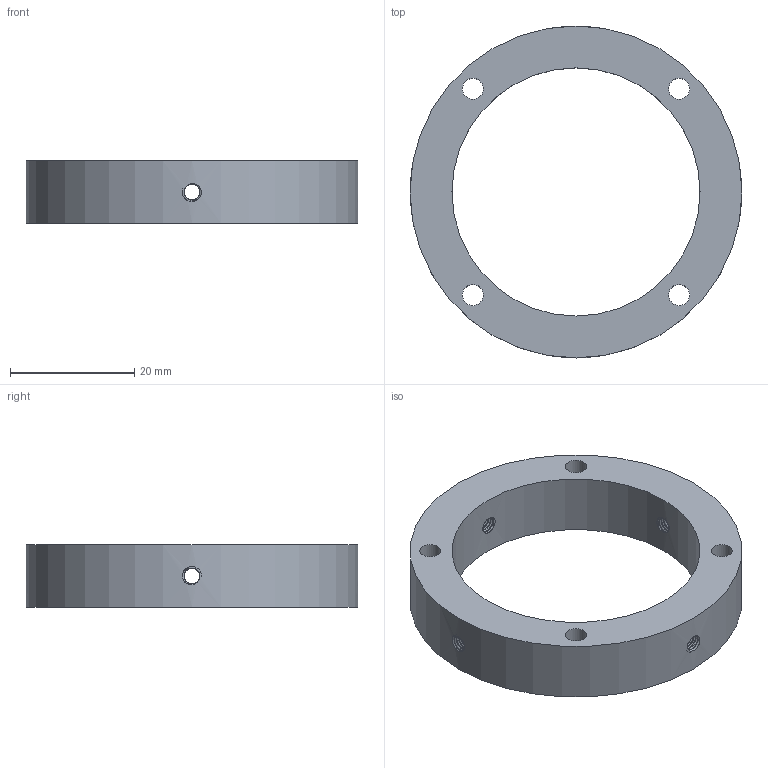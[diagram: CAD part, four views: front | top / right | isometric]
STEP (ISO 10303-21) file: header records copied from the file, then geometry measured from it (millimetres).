
FILE_DESCRIPTION(/* description */ (''),/* implementation_level */ '2;1');
FILE_NAME(/* name */ 'basering.step',/* time_stamp */ '2020-10-27T20:01:28+09:00',/* author */ (''),/* organization */ (''),/* preprocessor_version */ 'ST-DEVELOPER v18',/* originating_system */ 'Autodesk Translation Framework v8.12.0.6',/* authorisation */ '');
FILE_SCHEMA (('AUTOMOTIVE_DESIGN { 1 0 10303 214 3 1 1 }'));
Length unit declared in the file: millimetre
Products named in the file (1): basering
Bounding box: 53.5 x 53.5 x 10 mm (x, y, z)
Volume: 9406.4 mm3; surface area: 5626.7 mm2
Topology: 1 solids, 1 shells, 142 faces, 426 edges, 284 vertices
Faces by surface type: cylinder 128, bspline 8, plane 6
Full cylindrical faces by diameter (mm): 2.529 x52, 3.086 x54, 3.4 x4, 40 x1, 53.5 x1
Entity records: 11335 total; most frequent: CARTESIAN_POINT 7999, ORIENTED_EDGE 852, DIRECTION 432, EDGE_CURVE 426, VERTEX_POINT 284, B_SPLINE_CURVE_WITH_KNOTS 282, EDGE_LOOP 158, AXIS2_PLACEMENT_3D 153
